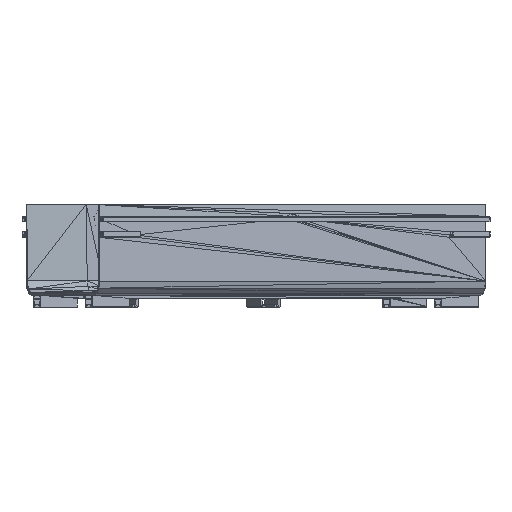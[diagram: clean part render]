
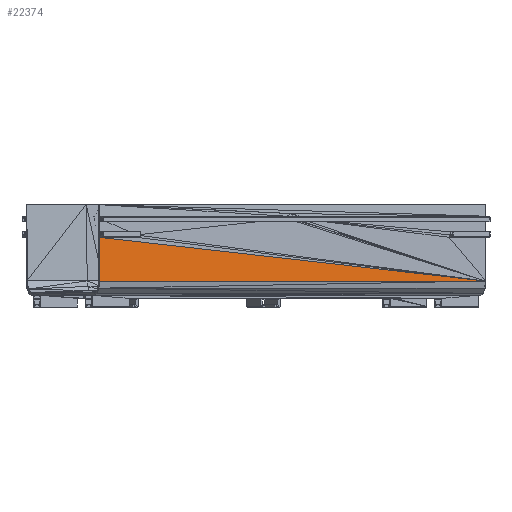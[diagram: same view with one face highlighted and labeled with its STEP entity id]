
A CAD part, left-side view. The second image highlights one B-rep face of the part: STEP entity #22374.
In plain terms, the highlighted planar face has unit normal (-0.94, -0.342, -0.011).
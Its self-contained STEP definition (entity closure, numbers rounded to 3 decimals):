
#20306 = VERTEX_POINT('',#20307);
#20307 = CARTESIAN_POINT('',(-1989.888,-6540.312,
    -71.536));
#20321 = PLANE('',#20322);
#20322 = AXIS2_PLACEMENT_3D('',#20323,#20324,#20325);
#20323 = CARTESIAN_POINT('',(-1908.669,-6761.759,
    -73.625));
#20324 = DIRECTION('',(-0.905,-0.33,-0.268)
  );
#20325 = DIRECTION('',(0.342,-0.94,0.));
#20379 = PLANE('',#20380);
#20380 = AXIS2_PLACEMENT_3D('',#20381,#20382,#20383);
#20381 = CARTESIAN_POINT('',(-1990.055,-6540.373,
    -27.293));
#20382 = DIRECTION('',(-0.343,0.94,0.
    ));
#20383 = DIRECTION('',(0.94,0.343,0.)
  );
#20421 = EDGE_CURVE('',#20306,#20422,#20424,.T.);
#20422 = VERTEX_POINT('',#20423);
#20423 = CARTESIAN_POINT('',(-1990.418,-6540.505,
    -20.891));
#20424 = SURFACE_CURVE('',#20425,(#20429,#20436),.PCURVE_S1.);
#20425 = LINE('',#20426,#20427);
#20426 = CARTESIAN_POINT('',(-1989.888,-6540.312,
    -71.536));
#20427 = VECTOR('',#20428,1.);
#20428 = DIRECTION('',(-0.01,-0.004,
    1.));
#20429 = PCURVE('',#20379,#20430);
#20430 = DEFINITIONAL_REPRESENTATION('',(#20431),#20435);
#20431 = LINE('',#20432,#20433);
#20432 = CARTESIAN_POINT('',(0.178,44.243));
#20433 = VECTOR('',#20434,1.);
#20434 = DIRECTION('',(-0.011,-1.));
#20435 = ( GEOMETRIC_REPRESENTATION_CONTEXT(2) 
PARAMETRIC_REPRESENTATION_CONTEXT() REPRESENTATION_CONTEXT('2D SPACE',''
  ) );
#20436 = PCURVE('',#20437,#20442);
#20437 = PLANE('',#20438);
#20438 = AXIS2_PLACEMENT_3D('',#20439,#20440,#20441);
#20439 = CARTESIAN_POINT('',(-1912.728,-6752.743,
    -58.203));
#20440 = DIRECTION('',(-0.94,-0.342,
    -0.011));
#20441 = DIRECTION('',(0.342,-0.94,0.));
#20442 = DEFINITIONAL_REPRESENTATION('',(#20443),#20447);
#20443 = LINE('',#20444,#20445);
#20444 = CARTESIAN_POINT('',(-226.01,-13.334));
#20445 = VECTOR('',#20446,1.);
#20446 = DIRECTION('',(0.,1.));
#20447 = ( GEOMETRIC_REPRESENTATION_CONTEXT(2) 
PARAMETRIC_REPRESENTATION_CONTEXT() REPRESENTATION_CONTEXT('2D SPACE',''
  ) );
#22374 = ADVANCED_FACE('',(#22375),#20437,.T.);
#22375 = FACE_BOUND('',#22376,.T.);
#22376 = EDGE_LOOP('',(#22377,#22400,#22426));
#22377 = ORIENTED_EDGE('',*,*,#22378,.T.);
#22378 = EDGE_CURVE('',#20306,#22379,#22381,.T.);
#22379 = VERTEX_POINT('',#22380);
#22380 = CARTESIAN_POINT('',(-1827.086,-6987.606,
    -71.536));
#22381 = SURFACE_CURVE('',#22382,(#22386,#22393),.PCURVE_S1.);
#22382 = LINE('',#22383,#22384);
#22383 = CARTESIAN_POINT('',(-1989.888,-6540.312,
    -71.536));
#22384 = VECTOR('',#22385,1.);
#22385 = DIRECTION('',(0.342,-0.94,0.));
#22386 = PCURVE('',#20437,#22387);
#22387 = DEFINITIONAL_REPRESENTATION('',(#22388),#22392);
#22388 = LINE('',#22389,#22390);
#22389 = CARTESIAN_POINT('',(-226.01,-13.334));
#22390 = VECTOR('',#22391,1.);
#22391 = DIRECTION('',(1.,0.));
#22392 = ( GEOMETRIC_REPRESENTATION_CONTEXT(2) 
PARAMETRIC_REPRESENTATION_CONTEXT() REPRESENTATION_CONTEXT('2D SPACE',''
  ) );
#22393 = PCURVE('',#20321,#22394);
#22394 = DEFINITIONAL_REPRESENTATION('',(#22395),#22399);
#22395 = LINE('',#22396,#22397);
#22396 = CARTESIAN_POINT('',(-235.871,2.168));
#22397 = VECTOR('',#22398,1.);
#22398 = DIRECTION('',(1.,0.));
#22399 = ( GEOMETRIC_REPRESENTATION_CONTEXT(2) 
PARAMETRIC_REPRESENTATION_CONTEXT() REPRESENTATION_CONTEXT('2D SPACE',''
  ) );
#22400 = ORIENTED_EDGE('',*,*,#22401,.T.);
#22401 = EDGE_CURVE('',#22379,#20422,#22402,.T.);
#22402 = SURFACE_CURVE('',#22403,(#22407,#22414),.PCURVE_S1.);
#22403 = LINE('',#22404,#22405);
#22404 = CARTESIAN_POINT('',(-1827.086,-6987.606,
    -71.536));
#22405 = VECTOR('',#22406,1.);
#22406 = DIRECTION('',(-0.341,0.934,0.106));
#22407 = PCURVE('',#20437,#22408);
#22408 = DEFINITIONAL_REPRESENTATION('',(#22409),#22413);
#22409 = LINE('',#22410,#22411);
#22410 = CARTESIAN_POINT('',(249.99,-13.334));
#22411 = VECTOR('',#22412,1.);
#22412 = DIRECTION('',(-0.994,0.106));
#22413 = ( GEOMETRIC_REPRESENTATION_CONTEXT(2) 
PARAMETRIC_REPRESENTATION_CONTEXT() REPRESENTATION_CONTEXT('2D SPACE',''
  ) );
#22414 = PCURVE('',#22415,#22420);
#22415 = PLANE('',#22416);
#22416 = AXIS2_PLACEMENT_3D('',#22417,#22418,#22419);
#22417 = CARTESIAN_POINT('',(-1908.741,-6764.126,
    -45.016));
#22418 = DIRECTION('',(-0.94,-0.342,-0.011
    ));
#22419 = DIRECTION('',(0.342,-0.94,0.)
  );
#22420 = DEFINITIONAL_REPRESENTATION('',(#22421),#22425);
#22421 = LINE('',#22422,#22423);
#22422 = CARTESIAN_POINT('',(237.93,-26.522));
#22423 = VECTOR('',#22424,1.);
#22424 = DIRECTION('',(-0.994,0.106));
#22425 = ( GEOMETRIC_REPRESENTATION_CONTEXT(2) 
PARAMETRIC_REPRESENTATION_CONTEXT() REPRESENTATION_CONTEXT('2D SPACE',''
  ) );
#22426 = ORIENTED_EDGE('',*,*,#20421,.F.);
